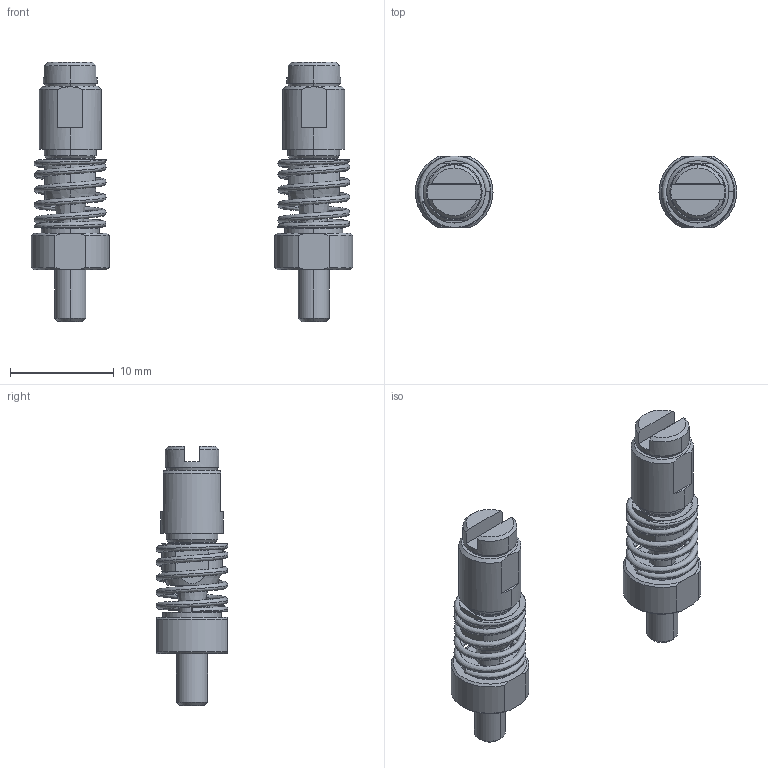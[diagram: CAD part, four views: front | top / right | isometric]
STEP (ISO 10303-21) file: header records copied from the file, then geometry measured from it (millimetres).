
FILE_DESCRIPTION (( 'STEP AP203' ), '1' );
FILE_NAME ('INGUN_112863.STEP', '2023-05-10T09:31:46', ( '' ), ( '' ), 'SwSTEP 2.0', 'SolidWorks 2021', '' );
FILE_SCHEMA (( 'CONFIG_CONTROL_DESIGN' ));
Length unit declared in the file: millimetre
Products named in the file (1): INGUN_112863
Bounding box: 31 x 6.93 x 25 mm (x, y, z)
Volume: 1124.5 mm3; surface area: 1459.5 mm2
Topology: 2 solids, 2 shells, 148 faces, 400 edges, 256 vertices
Faces by surface type: plane 54, cylinder 50, cone 38, bspline 6
Entity records: 14957 total; most frequent: CARTESIAN_POINT 11303, ORIENTED_EDGE 800, DIRECTION 682, EDGE_CURVE 400, AXIS2_PLACEMENT_3D 273, VERTEX_POINT 256, EDGE_LOOP 164, FACE_OUTER_BOUND 148
